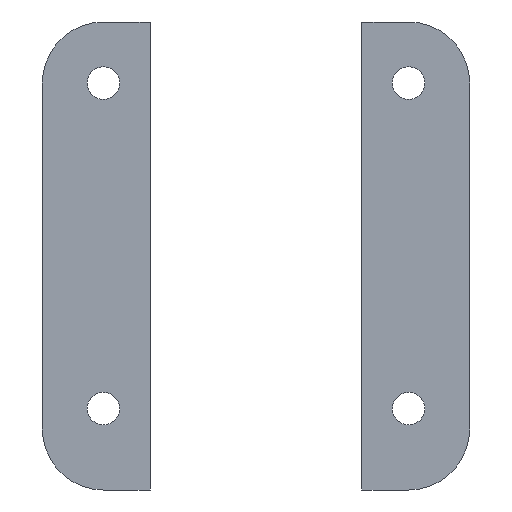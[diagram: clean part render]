
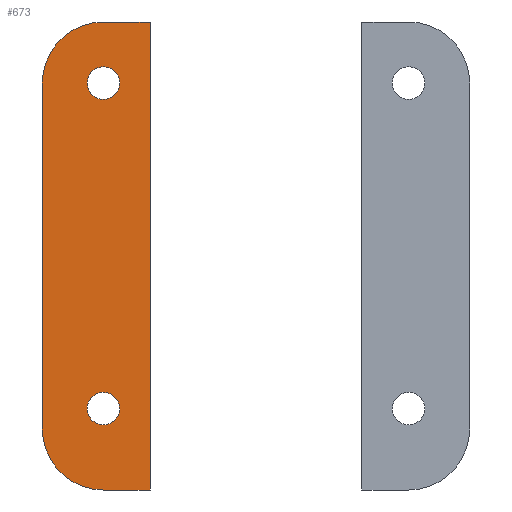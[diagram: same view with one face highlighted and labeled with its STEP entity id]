
A CAD part, front view. The second image highlights one B-rep face of the part: STEP entity #673.
In plain terms, the highlighted planar face has unit normal (0, -1, 0).
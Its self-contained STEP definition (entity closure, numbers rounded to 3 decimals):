
#24 = VERTEX_POINT('',#25);
#25 = CARTESIAN_POINT('',(25.,-10.2,-16.));
#32 = PLANE('',#33);
#33 = AXIS2_PLACEMENT_3D('',#34,#35,#36);
#34 = CARTESIAN_POINT('',(25.,-0.2,-16.));
#35 = DIRECTION('',(-1.,0.,0.));
#36 = DIRECTION('',(0.,0.,1.));
#44 = CYLINDRICAL_SURFACE('',#45,6.);
#45 = AXIS2_PLACEMENT_3D('',#46,#47,#48);
#46 = CARTESIAN_POINT('',(31.,-0.2,-16.));
#47 = DIRECTION('',(0.,1.,0.));
#48 = DIRECTION('',(1.,0.,0.));
#56 = EDGE_CURVE('',#24,#57,#59,.T.);
#57 = VERTEX_POINT('',#58);
#58 = CARTESIAN_POINT('',(25.,-10.2,18.));
#59 = SURFACE_CURVE('',#60,(#64,#71),.PCURVE_S1.);
#60 = LINE('',#61,#62);
#61 = CARTESIAN_POINT('',(25.,-10.2,-16.));
#62 = VECTOR('',#63,1.);
#63 = DIRECTION('',(0.,0.,1.));
#64 = PCURVE('',#32,#65);
#65 = DEFINITIONAL_REPRESENTATION('',(#66),#70);
#66 = LINE('',#67,#68);
#67 = CARTESIAN_POINT('',(0.,-10.));
#68 = VECTOR('',#69,1.);
#69 = DIRECTION('',(1.,0.));
#70 = ( GEOMETRIC_REPRESENTATION_CONTEXT(2) 
PARAMETRIC_REPRESENTATION_CONTEXT() REPRESENTATION_CONTEXT('2D SPACE',''
  ) );
#71 = PCURVE('',#72,#77);
#72 = PLANE('',#73);
#73 = AXIS2_PLACEMENT_3D('',#74,#75,#76);
#74 = CARTESIAN_POINT('',(46.,-10.2,1.));
#75 = DIRECTION('',(0.,1.,0.));
#76 = DIRECTION('',(0.,0.,1.));
#77 = DEFINITIONAL_REPRESENTATION('',(#78),#82);
#78 = LINE('',#79,#80);
#79 = CARTESIAN_POINT('',(-17.,-21.));
#80 = VECTOR('',#81,1.);
#81 = DIRECTION('',(1.,0.));
#82 = ( GEOMETRIC_REPRESENTATION_CONTEXT(2) 
PARAMETRIC_REPRESENTATION_CONTEXT() REPRESENTATION_CONTEXT('2D SPACE',''
  ) );
#100 = CYLINDRICAL_SURFACE('',#101,6.);
#101 = AXIS2_PLACEMENT_3D('',#102,#103,#104);
#102 = CARTESIAN_POINT('',(31.,-0.2,18.));
#103 = DIRECTION('',(0.,1.,0.));
#104 = DIRECTION('',(1.,0.,0.));
#142 = EDGE_CURVE('',#24,#143,#145,.T.);
#143 = VERTEX_POINT('',#144);
#144 = CARTESIAN_POINT('',(31.,-10.2,-22.));
#145 = SURFACE_CURVE('',#146,(#151,#158),.PCURVE_S1.);
#146 = CIRCLE('',#147,6.);
#147 = AXIS2_PLACEMENT_3D('',#148,#149,#150);
#148 = CARTESIAN_POINT('',(31.,-10.2,-16.));
#149 = DIRECTION('',(0.,-1.,0.));
#150 = DIRECTION('',(1.,0.,0.));
#151 = PCURVE('',#44,#152);
#152 = DEFINITIONAL_REPRESENTATION('',(#153),#157);
#153 = LINE('',#154,#155);
#154 = CARTESIAN_POINT('',(-0.,-10.));
#155 = VECTOR('',#156,1.);
#156 = DIRECTION('',(-1.,0.));
#157 = ( GEOMETRIC_REPRESENTATION_CONTEXT(2) 
PARAMETRIC_REPRESENTATION_CONTEXT() REPRESENTATION_CONTEXT('2D SPACE',''
  ) );
#158 = PCURVE('',#72,#159);
#159 = DEFINITIONAL_REPRESENTATION('',(#160),#168);
#160 = ( BOUNDED_CURVE() B_SPLINE_CURVE(2,(#161,#162,#163,#164,#165,#166
,#167),.UNSPECIFIED.,.T.,.F.) B_SPLINE_CURVE_WITH_KNOTS((1,2,2,2,2,1),(
    -2.094,0.,2.094,4.189,6.283,
8.378),.UNSPECIFIED.) CURVE() GEOMETRIC_REPRESENTATION_ITEM() 
RATIONAL_B_SPLINE_CURVE((1.,0.5,1.,0.5,1.,0.5,1.)) REPRESENTATION_ITEM(
  '') );
#161 = CARTESIAN_POINT('',(-17.,-9.));
#162 = CARTESIAN_POINT('',(-6.608,-9.));
#163 = CARTESIAN_POINT('',(-11.804,-18.));
#164 = CARTESIAN_POINT('',(-17.,-27.));
#165 = CARTESIAN_POINT('',(-22.196,-18.));
#166 = CARTESIAN_POINT('',(-27.392,-9.));
#167 = CARTESIAN_POINT('',(-17.,-9.));
#168 = ( GEOMETRIC_REPRESENTATION_CONTEXT(2) 
PARAMETRIC_REPRESENTATION_CONTEXT() REPRESENTATION_CONTEXT('2D SPACE',''
  ) );
#186 = PLANE('',#187);
#187 = AXIS2_PLACEMENT_3D('',#188,#189,#190);
#188 = CARTESIAN_POINT('',(61.,-0.2,-22.));
#189 = DIRECTION('',(0.,0.,-1.));
#190 = DIRECTION('',(-1.,0.,0.));
#273 = PLANE('',#274);
#274 = AXIS2_PLACEMENT_3D('',#275,#276,#277);
#275 = CARTESIAN_POINT('',(31.,-0.2,24.));
#276 = DIRECTION('',(0.,0.,1.));
#277 = DIRECTION('',(1.,0.,0.));
#301 = PLANE('',#302);
#302 = AXIS2_PLACEMENT_3D('',#303,#304,#305);
#303 = CARTESIAN_POINT('',(35.6,-6.274,
    1.034));
#304 = DIRECTION('',(1.,0.,0.));
#305 = DIRECTION('',(0.,1.,0.));
#673 = ADVANCED_FACE('',(#674,#771,#802),#72,.F.);
#674 = FACE_BOUND('',#675,.F.);
#675 = EDGE_LOOP('',(#676,#677,#678,#706,#729,#750));
#676 = ORIENTED_EDGE('',*,*,#142,.F.);
#677 = ORIENTED_EDGE('',*,*,#56,.T.);
#678 = ORIENTED_EDGE('',*,*,#679,.F.);
#679 = EDGE_CURVE('',#680,#57,#682,.T.);
#680 = VERTEX_POINT('',#681);
#681 = CARTESIAN_POINT('',(31.,-10.2,24.));
#682 = SURFACE_CURVE('',#683,(#688,#699),.PCURVE_S1.);
#683 = CIRCLE('',#684,6.);
#684 = AXIS2_PLACEMENT_3D('',#685,#686,#687);
#685 = CARTESIAN_POINT('',(31.,-10.2,18.));
#686 = DIRECTION('',(0.,-1.,0.));
#687 = DIRECTION('',(1.,0.,0.));
#688 = PCURVE('',#72,#689);
#689 = DEFINITIONAL_REPRESENTATION('',(#690),#698);
#690 = ( BOUNDED_CURVE() B_SPLINE_CURVE(2,(#691,#692,#693,#694,#695,#696
,#697),.UNSPECIFIED.,.T.,.F.) B_SPLINE_CURVE_WITH_KNOTS((1,2,2,2,2,1),(
    -2.094,0.,2.094,4.189,6.283,
8.378),.UNSPECIFIED.) CURVE() GEOMETRIC_REPRESENTATION_ITEM() 
RATIONAL_B_SPLINE_CURVE((1.,0.5,1.,0.5,1.,0.5,1.)) REPRESENTATION_ITEM(
  '') );
#691 = CARTESIAN_POINT('',(17.,-9.));
#692 = CARTESIAN_POINT('',(27.392,-9.));
#693 = CARTESIAN_POINT('',(22.196,-18.));
#694 = CARTESIAN_POINT('',(17.,-27.));
#695 = CARTESIAN_POINT('',(11.804,-18.));
#696 = CARTESIAN_POINT('',(6.608,-9.));
#697 = CARTESIAN_POINT('',(17.,-9.));
#698 = ( GEOMETRIC_REPRESENTATION_CONTEXT(2) 
PARAMETRIC_REPRESENTATION_CONTEXT() REPRESENTATION_CONTEXT('2D SPACE',''
  ) );
#699 = PCURVE('',#100,#700);
#700 = DEFINITIONAL_REPRESENTATION('',(#701),#705);
#701 = LINE('',#702,#703);
#702 = CARTESIAN_POINT('',(-0.,-10.));
#703 = VECTOR('',#704,1.);
#704 = DIRECTION('',(-1.,0.));
#705 = ( GEOMETRIC_REPRESENTATION_CONTEXT(2) 
PARAMETRIC_REPRESENTATION_CONTEXT() REPRESENTATION_CONTEXT('2D SPACE',''
  ) );
#706 = ORIENTED_EDGE('',*,*,#707,.T.);
#707 = EDGE_CURVE('',#680,#708,#710,.T.);
#708 = VERTEX_POINT('',#709);
#709 = CARTESIAN_POINT('',(35.6,-10.2,24.));
#710 = SURFACE_CURVE('',#711,(#715,#722),.PCURVE_S1.);
#711 = LINE('',#712,#713);
#712 = CARTESIAN_POINT('',(31.,-10.2,24.));
#713 = VECTOR('',#714,1.);
#714 = DIRECTION('',(1.,0.,0.));
#715 = PCURVE('',#72,#716);
#716 = DEFINITIONAL_REPRESENTATION('',(#717),#721);
#717 = LINE('',#718,#719);
#718 = CARTESIAN_POINT('',(23.,-15.));
#719 = VECTOR('',#720,1.);
#720 = DIRECTION('',(0.,1.));
#721 = ( GEOMETRIC_REPRESENTATION_CONTEXT(2) 
PARAMETRIC_REPRESENTATION_CONTEXT() REPRESENTATION_CONTEXT('2D SPACE',''
  ) );
#722 = PCURVE('',#273,#723);
#723 = DEFINITIONAL_REPRESENTATION('',(#724),#728);
#724 = LINE('',#725,#726);
#725 = CARTESIAN_POINT('',(0.,-10.));
#726 = VECTOR('',#727,1.);
#727 = DIRECTION('',(1.,0.));
#728 = ( GEOMETRIC_REPRESENTATION_CONTEXT(2) 
PARAMETRIC_REPRESENTATION_CONTEXT() REPRESENTATION_CONTEXT('2D SPACE',''
  ) );
#729 = ORIENTED_EDGE('',*,*,#730,.T.);
#730 = EDGE_CURVE('',#708,#731,#733,.T.);
#731 = VERTEX_POINT('',#732);
#732 = CARTESIAN_POINT('',(35.6,-10.2,-22.));
#733 = SURFACE_CURVE('',#734,(#738,#744),.PCURVE_S1.);
#734 = LINE('',#735,#736);
#735 = CARTESIAN_POINT('',(35.6,-10.2,1.017));
#736 = VECTOR('',#737,1.);
#737 = DIRECTION('',(0.,0.,-1.));
#738 = PCURVE('',#72,#739);
#739 = DEFINITIONAL_REPRESENTATION('',(#740),#743);
#740 = B_SPLINE_CURVE_WITH_KNOTS('',1,(#741,#742),.UNSPECIFIED.,.F.,.F.,
  (2,2),(-27.583,27.617),.PIECEWISE_BEZIER_KNOTS.);
#741 = CARTESIAN_POINT('',(27.6,-10.4));
#742 = CARTESIAN_POINT('',(-27.6,-10.4));
#743 = ( GEOMETRIC_REPRESENTATION_CONTEXT(2) 
PARAMETRIC_REPRESENTATION_CONTEXT() REPRESENTATION_CONTEXT('2D SPACE',''
  ) );
#744 = PCURVE('',#301,#745);
#745 = DEFINITIONAL_REPRESENTATION('',(#746),#749);
#746 = B_SPLINE_CURVE_WITH_KNOTS('',1,(#747,#748),.UNSPECIFIED.,.F.,.F.,
  (2,2),(-27.583,27.617),.PIECEWISE_BEZIER_KNOTS.);
#747 = CARTESIAN_POINT('',(-3.926,27.566));
#748 = CARTESIAN_POINT('',(-3.926,-27.634));
#749 = ( GEOMETRIC_REPRESENTATION_CONTEXT(2) 
PARAMETRIC_REPRESENTATION_CONTEXT() REPRESENTATION_CONTEXT('2D SPACE',''
  ) );
#750 = ORIENTED_EDGE('',*,*,#751,.T.);
#751 = EDGE_CURVE('',#731,#143,#752,.T.);
#752 = SURFACE_CURVE('',#753,(#757,#764),.PCURVE_S1.);
#753 = LINE('',#754,#755);
#754 = CARTESIAN_POINT('',(61.,-10.2,-22.));
#755 = VECTOR('',#756,1.);
#756 = DIRECTION('',(-1.,0.,0.));
#757 = PCURVE('',#72,#758);
#758 = DEFINITIONAL_REPRESENTATION('',(#759),#763);
#759 = LINE('',#760,#761);
#760 = CARTESIAN_POINT('',(-23.,15.));
#761 = VECTOR('',#762,1.);
#762 = DIRECTION('',(0.,-1.));
#763 = ( GEOMETRIC_REPRESENTATION_CONTEXT(2) 
PARAMETRIC_REPRESENTATION_CONTEXT() REPRESENTATION_CONTEXT('2D SPACE',''
  ) );
#764 = PCURVE('',#186,#765);
#765 = DEFINITIONAL_REPRESENTATION('',(#766),#770);
#766 = LINE('',#767,#768);
#767 = CARTESIAN_POINT('',(0.,-10.));
#768 = VECTOR('',#769,1.);
#769 = DIRECTION('',(1.,0.));
#770 = ( GEOMETRIC_REPRESENTATION_CONTEXT(2) 
PARAMETRIC_REPRESENTATION_CONTEXT() REPRESENTATION_CONTEXT('2D SPACE',''
  ) );
#771 = FACE_BOUND('',#772,.F.);
#772 = EDGE_LOOP('',(#773));
#773 = ORIENTED_EDGE('',*,*,#774,.F.);
#774 = EDGE_CURVE('',#775,#775,#777,.T.);
#775 = VERTEX_POINT('',#776);
#776 = CARTESIAN_POINT('',(29.4,-10.2,18.));
#777 = SURFACE_CURVE('',#778,(#783,#790),.PCURVE_S1.);
#778 = CIRCLE('',#779,1.6);
#779 = AXIS2_PLACEMENT_3D('',#780,#781,#782);
#780 = CARTESIAN_POINT('',(31.,-10.2,18.));
#781 = DIRECTION('',(0.,1.,-0.));
#782 = DIRECTION('',(-1.,0.,0.));
#783 = PCURVE('',#72,#784);
#784 = DEFINITIONAL_REPRESENTATION('',(#785),#789);
#785 = CIRCLE('',#786,1.6);
#786 = AXIS2_PLACEMENT_2D('',#787,#788);
#787 = CARTESIAN_POINT('',(17.,-15.));
#788 = DIRECTION('',(0.,-1.));
#789 = ( GEOMETRIC_REPRESENTATION_CONTEXT(2) 
PARAMETRIC_REPRESENTATION_CONTEXT() REPRESENTATION_CONTEXT('2D SPACE',''
  ) );
#790 = PCURVE('',#791,#796);
#791 = CYLINDRICAL_SURFACE('',#792,1.6);
#792 = AXIS2_PLACEMENT_3D('',#793,#794,#795);
#793 = CARTESIAN_POINT('',(31.,-15.3,18.));
#794 = DIRECTION('',(0.,1.,-0.));
#795 = DIRECTION('',(-1.,0.,0.));
#796 = DEFINITIONAL_REPRESENTATION('',(#797),#801);
#797 = LINE('',#798,#799);
#798 = CARTESIAN_POINT('',(0.,5.1));
#799 = VECTOR('',#800,1.);
#800 = DIRECTION('',(1.,0.));
#801 = ( GEOMETRIC_REPRESENTATION_CONTEXT(2) 
PARAMETRIC_REPRESENTATION_CONTEXT() REPRESENTATION_CONTEXT('2D SPACE',''
  ) );
#802 = FACE_BOUND('',#803,.F.);
#803 = EDGE_LOOP('',(#804));
#804 = ORIENTED_EDGE('',*,*,#805,.F.);
#805 = EDGE_CURVE('',#806,#806,#808,.T.);
#806 = VERTEX_POINT('',#807);
#807 = CARTESIAN_POINT('',(29.4,-10.2,-14.));
#808 = SURFACE_CURVE('',#809,(#814,#821),.PCURVE_S1.);
#809 = CIRCLE('',#810,1.6);
#810 = AXIS2_PLACEMENT_3D('',#811,#812,#813);
#811 = CARTESIAN_POINT('',(31.,-10.2,-14.));
#812 = DIRECTION('',(0.,1.,-0.));
#813 = DIRECTION('',(-1.,0.,0.));
#814 = PCURVE('',#72,#815);
#815 = DEFINITIONAL_REPRESENTATION('',(#816),#820);
#816 = CIRCLE('',#817,1.6);
#817 = AXIS2_PLACEMENT_2D('',#818,#819);
#818 = CARTESIAN_POINT('',(-15.,-15.));
#819 = DIRECTION('',(0.,-1.));
#820 = ( GEOMETRIC_REPRESENTATION_CONTEXT(2) 
PARAMETRIC_REPRESENTATION_CONTEXT() REPRESENTATION_CONTEXT('2D SPACE',''
  ) );
#821 = PCURVE('',#822,#827);
#822 = CYLINDRICAL_SURFACE('',#823,1.6);
#823 = AXIS2_PLACEMENT_3D('',#824,#825,#826);
#824 = CARTESIAN_POINT('',(31.,-15.3,-14.));
#825 = DIRECTION('',(0.,1.,-0.));
#826 = DIRECTION('',(-1.,0.,0.));
#827 = DEFINITIONAL_REPRESENTATION('',(#828),#832);
#828 = LINE('',#829,#830);
#829 = CARTESIAN_POINT('',(0.,5.1));
#830 = VECTOR('',#831,1.);
#831 = DIRECTION('',(1.,0.));
#832 = ( GEOMETRIC_REPRESENTATION_CONTEXT(2) 
PARAMETRIC_REPRESENTATION_CONTEXT() REPRESENTATION_CONTEXT('2D SPACE',''
  ) );
